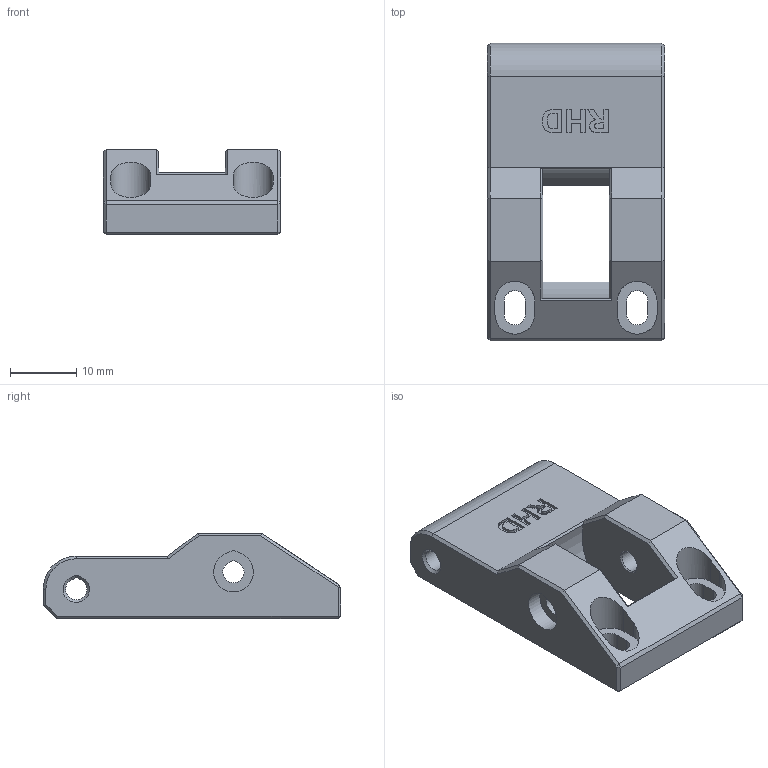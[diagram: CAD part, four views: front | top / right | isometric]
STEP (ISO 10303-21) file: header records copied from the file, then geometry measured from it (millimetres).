
FILE_DESCRIPTION(/* description */ (''),/* implementation_level */ '2;1');
FILE_NAME(/* name */ 'Y_idler_holder_Bear_RHD.stp',/* time_stamp */ '2019-03-19T10:57:33+01:00',/* author */ ('RH'),/* organization */ (''),/* preprocessor_version */ 'ST-DEVELOPER v16.5',/* originating_system */ 'Autodesk Inventor 2017',/* authorisation */ '');
FILE_SCHEMA (('AUTOMOTIVE_DESIGN { 1 0 10303 214 3 1 1 }'));
Length unit declared in the file: millimetre
Products named in the file (1): Y idler-holder-bear
Bounding box: 26.8 x 45 x 13 mm (x, y, z)
Volume: 9025.6 mm3; surface area: 4599.8 mm2
Topology: 1 solids, 1 shells, 170 faces, 424 edges, 264 vertices
Faces by surface type: plane 128, bspline 17, cylinder 15, cone 10
Entity records: 5086 total; most frequent: CARTESIAN_POINT 1072, ORIENTED_EDGE 848, DIRECTION 746, EDGE_CURVE 424, LINE 342, VECTOR 342, VERTEX_POINT 264, AXIS2_PLACEMENT_3D 202
